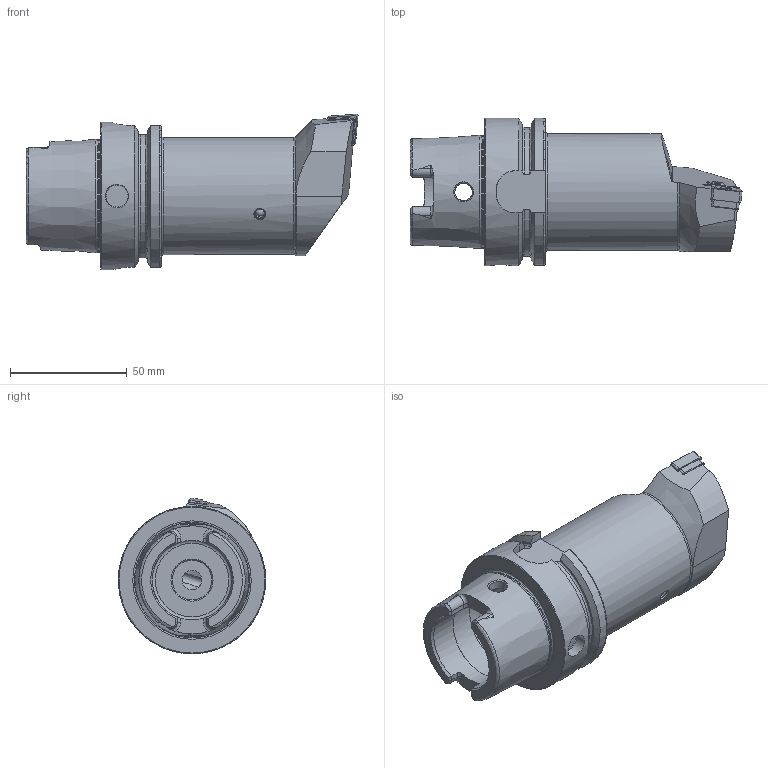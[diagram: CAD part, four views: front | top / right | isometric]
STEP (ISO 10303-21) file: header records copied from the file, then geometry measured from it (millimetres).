
FILE_DESCRIPTION (( 'STEP AP214' ), '1' );
FILE_NAME ('HA6.PCD.LLX.110.STEP', '2021-06-01T10:35:55', ( '' ), ( '' ), 'SwSTEP 2.0', 'SolidWorks 2017', '' );
FILE_SCHEMA (( 'AUTOMOTIVE_DESIGN' ));
Length unit declared in the file: millimetre
Products named in the file (8): WCD-ER4.101.017_A; HA6.PCD.LLX.110; CNMG120408; WCD-ER3.101.000_A; WCD-ER2.101.003_A; WCD; KVT_MB_600_050; HA6-PCD.LLX.110_A
Assembly tree (7 placements, depth 3):
  HA6.PCD.LLX.110
    HA6-PCD.LLX.110_A
    KVT_MB_600_050
    WCD-ER2.101.003_A
    WCD
      WCD-ER4.101.017_A
      WCD-ER3.101.000_A
    CNMG120408
Bounding box: 141.9 x 63 x 66.5 mm (x, y, z)
Volume: 215702.5 mm3; surface area: 39032.5 mm2
Topology: 7 solids, 7 shells, 281 faces, 715 edges, 445 vertices
Faces by surface type: plane 116, cylinder 67, cone 58, torus 25, bspline 14, sphere 1
Full cylindrical faces by diameter (mm): 3.55 x1, 4 x1, 4.2 x2, 5 x3, 5.16 x1, 6.4 x2, 7 x1, 7.5 x2, 7.9 x2, 8 x1, 8.4 x2, 10 x1, 17 x1, 19 x1, 34 x2, 40 x1, 47.941 x1, 50 x1, 63 x1
Entity records: 9899 total; most frequent: CARTESIAN_POINT 3447, ORIENTED_EDGE 1246, DIRECTION 1204, EDGE_CURVE 623, AXIS2_PLACEMENT_3D 472, VERTEX_POINT 427, EDGE_LOOP 366, FACE_OUTER_BOUND 319
